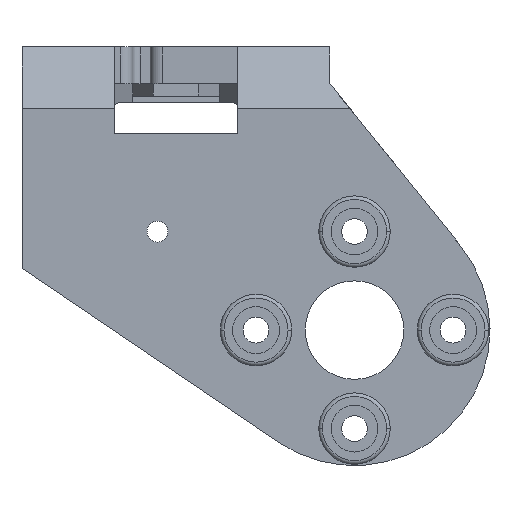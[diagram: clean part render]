
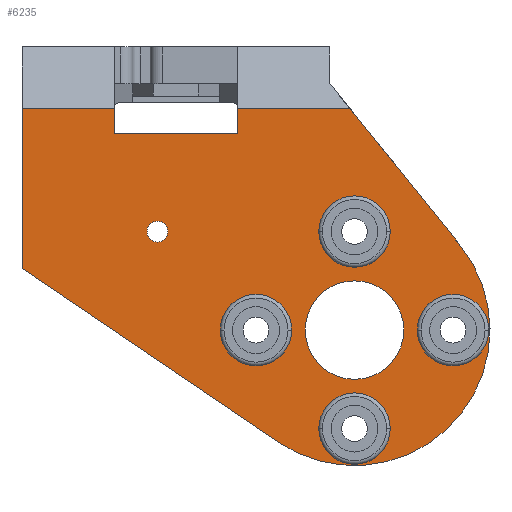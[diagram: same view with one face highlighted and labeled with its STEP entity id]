
A CAD part, left-side view. The second image highlights one B-rep face of the part: STEP entity #6235.
In plain terms, the highlighted planar face has unit normal (-1, 0, 0).
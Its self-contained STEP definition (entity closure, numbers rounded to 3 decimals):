
#2=DIRECTION('',(0.,-1.,0.));
#3=VECTOR('',#2,10.);
#4=CARTESIAN_POINT('',(-24.,19.5,16.));
#5=LINE('',#4,#3);
#6=DIRECTION('',(0.,0.,-1.));
#7=VECTOR('',#6,2.);
#8=CARTESIAN_POINT('',(-24.,9.5,18.));
#9=LINE('',#8,#7);
#10=DIRECTION('',(0.,-1.,0.));
#11=VECTOR('',#10,9.113);
#12=CARTESIAN_POINT('',(-24.,9.5,18.));
#13=LINE('',#12,#11);
#14=DIRECTION('',(0.,-0.628,-0.778));
#15=VECTOR('',#14,14.253);
#16=CARTESIAN_POINT('',(-24.,0.387,18.));
#17=LINE('',#16,#15);
#18=CARTESIAN_POINT('',(-24.,0.,0.));
#19=DIRECTION('',(1.,0.,0.));
#20=DIRECTION('',(0.,-0.778,0.628));
#21=AXIS2_PLACEMENT_3D('',#18,#19,#20);
#23=DIRECTION('',(0.,0.828,0.561));
#24=VECTOR('',#23,25.159);
#25=CARTESIAN_POINT('',(-24.,6.168,-9.108));
#26=LINE('',#25,#24);
#27=DIRECTION('',(0.,0.,1.));
#28=VECTOR('',#27,13.);
#29=CARTESIAN_POINT('',(-24.,27.,5.));
#30=LINE('',#29,#28);
#31=DIRECTION('',(0.,-1.,0.));
#32=VECTOR('',#31,7.5);
#33=CARTESIAN_POINT('',(-24.,27.,18.));
#34=LINE('',#33,#32);
#35=DIRECTION('',(0.,0.,-1.));
#36=VECTOR('',#35,2.);
#37=CARTESIAN_POINT('',(-24.,19.5,18.));
#38=LINE('',#37,#36);
#39=CARTESIAN_POINT('',(-24.,0.,0.));
#40=DIRECTION('',(1.,0.,0.));
#41=DIRECTION('',(0.,0.,-1.));
#42=AXIS2_PLACEMENT_3D('',#39,#40,#41);
#44=CARTESIAN_POINT('',(-24.,0.,0.));
#45=DIRECTION('',(1.,0.,0.));
#46=DIRECTION('',(0.,0.,1.));
#47=AXIS2_PLACEMENT_3D('',#44,#45,#46);
#49=CARTESIAN_POINT('',(-24.,0.,-8.));
#50=DIRECTION('',(-1.,0.,0.));
#51=DIRECTION('',(0.,1.,0.));
#52=AXIS2_PLACEMENT_3D('',#49,#50,#51);
#54=CARTESIAN_POINT('',(-24.,0.,-8.));
#55=DIRECTION('',(-1.,0.,0.));
#56=DIRECTION('',(0.,-1.,0.));
#57=AXIS2_PLACEMENT_3D('',#54,#55,#56);
#59=CARTESIAN_POINT('',(-24.,-8.,0.));
#60=DIRECTION('',(-1.,0.,0.));
#61=DIRECTION('',(0.,1.,0.));
#62=AXIS2_PLACEMENT_3D('',#59,#60,#61);
#64=CARTESIAN_POINT('',(-24.,-8.,0.));
#65=DIRECTION('',(-1.,0.,0.));
#66=DIRECTION('',(0.,-1.,0.));
#67=AXIS2_PLACEMENT_3D('',#64,#65,#66);
#69=CARTESIAN_POINT('',(-24.,0.,8.));
#70=DIRECTION('',(-1.,0.,0.));
#71=DIRECTION('',(0.,1.,0.));
#72=AXIS2_PLACEMENT_3D('',#69,#70,#71);
#74=CARTESIAN_POINT('',(-24.,0.,8.));
#75=DIRECTION('',(-1.,0.,0.));
#76=DIRECTION('',(0.,-1.,0.));
#77=AXIS2_PLACEMENT_3D('',#74,#75,#76);
#79=CARTESIAN_POINT('',(-24.,8.,0.));
#80=DIRECTION('',(-1.,0.,0.));
#81=DIRECTION('',(0.,1.,0.));
#82=AXIS2_PLACEMENT_3D('',#79,#80,#81);
#84=CARTESIAN_POINT('',(-24.,8.,0.));
#85=DIRECTION('',(-1.,0.,0.));
#86=DIRECTION('',(0.,-1.,0.));
#87=AXIS2_PLACEMENT_3D('',#84,#85,#86);
#89=CARTESIAN_POINT('',(-24.,16.,8.));
#90=DIRECTION('',(1.,0.,0.));
#91=DIRECTION('',(0.,0.,1.));
#92=AXIS2_PLACEMENT_3D('',#89,#90,#91);
#94=CARTESIAN_POINT('',(-24.,16.,8.));
#95=DIRECTION('',(1.,0.,0.));
#96=DIRECTION('',(0.,0.,-1.));
#97=AXIS2_PLACEMENT_3D('',#94,#95,#96);
#4710=CARTESIAN_POINT('',(-24.,0.,-4.));
#4711=CARTESIAN_POINT('',(-24.,0.,4.));
#4712=VERTEX_POINT('',#4710);
#4713=VERTEX_POINT('',#4711);
#4726=CARTESIAN_POINT('',(-24.,6.168,-9.108));
#4727=CARTESIAN_POINT('',(-24.,27.,5.));
#4728=VERTEX_POINT('',#4726);
#4729=VERTEX_POINT('',#4727);
#4730=CARTESIAN_POINT('',(-24.,-8.562,6.906));
#4731=VERTEX_POINT('',#4730);
#4751=CARTESIAN_POINT('',(-24.,27.,18.));
#4753=VERTEX_POINT('',#4751);
#4766=CARTESIAN_POINT('',(-24.,0.387,18.));
#4767=VERTEX_POINT('',#4766);
#5206=CARTESIAN_POINT('',(-24.,2.9,-8.));
#5207=CARTESIAN_POINT('',(-24.,-2.9,-8.));
#5208=VERTEX_POINT('',#5206);
#5209=VERTEX_POINT('',#5207);
#5210=CARTESIAN_POINT('',(-24.,-5.1,0.));
#5211=CARTESIAN_POINT('',(-24.,-10.9,0.));
#5212=VERTEX_POINT('',#5210);
#5213=VERTEX_POINT('',#5211);
#5214=CARTESIAN_POINT('',(-24.,2.9,8.));
#5215=CARTESIAN_POINT('',(-24.,-2.9,8.));
#5216=VERTEX_POINT('',#5214);
#5217=VERTEX_POINT('',#5215);
#5218=CARTESIAN_POINT('',(-24.,10.9,0.));
#5219=CARTESIAN_POINT('',(-24.,5.1,0.));
#5220=VERTEX_POINT('',#5218);
#5221=VERTEX_POINT('',#5219);
#5335=CARTESIAN_POINT('',(-24.,9.5,18.));
#5337=VERTEX_POINT('',#5335);
#5339=CARTESIAN_POINT('',(-24.,19.5,18.));
#5341=VERTEX_POINT('',#5339);
#5350=CARTESIAN_POINT('',(-24.,19.5,16.));
#5351=CARTESIAN_POINT('',(-24.,9.5,16.));
#5352=VERTEX_POINT('',#5350);
#5353=VERTEX_POINT('',#5351);
#6010=CARTESIAN_POINT('',(-24.,16.,8.85));
#6011=CARTESIAN_POINT('',(-24.,16.,7.15));
#6012=VERTEX_POINT('',#6010);
#6013=VERTEX_POINT('',#6011);
#6174=CARTESIAN_POINT('',(-24.,0.,0.));
#6175=DIRECTION('',(1.,0.,0.));
#6176=DIRECTION('',(0.,-1.,0.));
#6177=AXIS2_PLACEMENT_3D('',#6174,#6175,#6176);
#6178=PLANE('',#6177);
#6180=ORIENTED_EDGE('',*,*,#6179,.T.);
#6182=ORIENTED_EDGE('',*,*,#6181,.F.);
#6184=ORIENTED_EDGE('',*,*,#6183,.T.);
#6186=ORIENTED_EDGE('',*,*,#6185,.T.);
#6188=ORIENTED_EDGE('',*,*,#6187,.T.);
#6190=ORIENTED_EDGE('',*,*,#6189,.T.);
#6192=ORIENTED_EDGE('',*,*,#6191,.T.);
#6194=ORIENTED_EDGE('',*,*,#6193,.T.);
#6196=ORIENTED_EDGE('',*,*,#6195,.T.);
#6197=EDGE_LOOP('',(#6180,#6182,#6184,#6186,#6188,#6190,#6192,#6194,#6196));
#6198=FACE_OUTER_BOUND('',#6197,.F.);
#6200=ORIENTED_EDGE('',*,*,#6199,.F.);
#6202=ORIENTED_EDGE('',*,*,#6201,.F.);
#6203=EDGE_LOOP('',(#6200,#6202));
#6204=FACE_BOUND('',#6203,.F.);
#6206=ORIENTED_EDGE('',*,*,#6205,.T.);
#6208=ORIENTED_EDGE('',*,*,#6207,.T.);
#6209=EDGE_LOOP('',(#6206,#6208));
#6210=FACE_BOUND('',#6209,.F.);
#6212=ORIENTED_EDGE('',*,*,#6211,.T.);
#6214=ORIENTED_EDGE('',*,*,#6213,.T.);
#6215=EDGE_LOOP('',(#6212,#6214));
#6216=FACE_BOUND('',#6215,.F.);
#6218=ORIENTED_EDGE('',*,*,#6217,.T.);
#6220=ORIENTED_EDGE('',*,*,#6219,.T.);
#6221=EDGE_LOOP('',(#6218,#6220));
#6222=FACE_BOUND('',#6221,.F.);
#6224=ORIENTED_EDGE('',*,*,#6223,.T.);
#6226=ORIENTED_EDGE('',*,*,#6225,.T.);
#6227=EDGE_LOOP('',(#6224,#6226));
#6228=FACE_BOUND('',#6227,.F.);
#6230=ORIENTED_EDGE('',*,*,#6229,.F.);
#6232=ORIENTED_EDGE('',*,*,#6231,.F.);
#6233=EDGE_LOOP('',(#6230,#6232));
#6234=FACE_BOUND('',#6233,.F.);
#6235=ADVANCED_FACE('',(#6198,#6204,#6210,#6216,#6222,#6228,#6234),#6178,.F.);
#22=CIRCLE('',#21,11.);
#43=CIRCLE('',#42,4.);
#48=CIRCLE('',#47,4.);
#53=CIRCLE('',#52,2.9);
#58=CIRCLE('',#57,2.9);
#63=CIRCLE('',#62,2.9);
#68=CIRCLE('',#67,2.9);
#73=CIRCLE('',#72,2.9);
#78=CIRCLE('',#77,2.9);
#83=CIRCLE('',#82,2.9);
#88=CIRCLE('',#87,2.9);
#93=CIRCLE('',#92,0.85);
#98=CIRCLE('',#97,0.85);
#6179=EDGE_CURVE('',#5352,#5353,#5,.T.);
#6181=EDGE_CURVE('',#5337,#5353,#9,.T.);
#6183=EDGE_CURVE('',#5337,#4767,#13,.T.);
#6185=EDGE_CURVE('',#4767,#4731,#17,.T.);
#6187=EDGE_CURVE('',#4731,#4728,#22,.T.);
#6189=EDGE_CURVE('',#4728,#4729,#26,.T.);
#6191=EDGE_CURVE('',#4729,#4753,#30,.T.);
#6193=EDGE_CURVE('',#4753,#5341,#34,.T.);
#6195=EDGE_CURVE('',#5341,#5352,#38,.T.);
#6199=EDGE_CURVE('',#4712,#4713,#43,.T.);
#6201=EDGE_CURVE('',#4713,#4712,#48,.T.);
#6205=EDGE_CURVE('',#5208,#5209,#53,.T.);
#6207=EDGE_CURVE('',#5209,#5208,#58,.T.);
#6211=EDGE_CURVE('',#5212,#5213,#63,.T.);
#6213=EDGE_CURVE('',#5213,#5212,#68,.T.);
#6217=EDGE_CURVE('',#5216,#5217,#73,.T.);
#6219=EDGE_CURVE('',#5217,#5216,#78,.T.);
#6223=EDGE_CURVE('',#5220,#5221,#83,.T.);
#6225=EDGE_CURVE('',#5221,#5220,#88,.T.);
#6229=EDGE_CURVE('',#6012,#6013,#93,.T.);
#6231=EDGE_CURVE('',#6013,#6012,#98,.T.);
